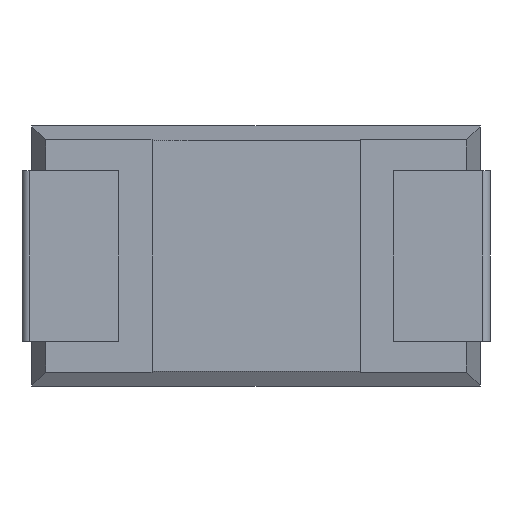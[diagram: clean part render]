
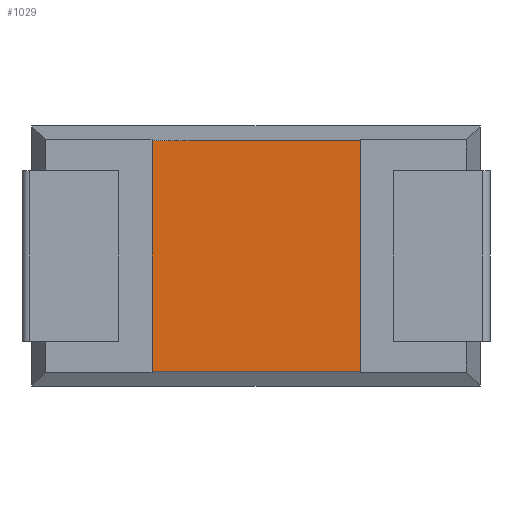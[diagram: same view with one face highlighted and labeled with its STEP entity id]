
A CAD part, front view. The second image highlights one B-rep face of the part: STEP entity #1029.
In plain terms, the highlighted planar face has unit normal (0, -1, 0).
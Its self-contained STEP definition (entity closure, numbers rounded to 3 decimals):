
#7 = ORIENTED_EDGE ( 'NONE', *, *, #731, .F. ) ;
#108 = CARTESIAN_POINT ( 'NONE',  ( 0., 0., 0. ) ) ;
#242 = VERTEX_POINT ( 'NONE', #1662 ) ;
#281 = AXIS2_PLACEMENT_3D ( 'NONE', #108, #405, #2358 ) ;
#405 = DIRECTION ( 'NONE',  ( 0., -1., 0. ) ) ;
#512 = CARTESIAN_POINT ( 'NONE',  ( 1.62, 0., -3.5 ) ) ;
#532 = CARTESIAN_POINT ( 'NONE',  ( 0., 0., -0.2 ) ) ;
#550 = LINE ( 'NONE', #512, #913 ) ;
#589 = VECTOR ( 'NONE', #1862, 1000. ) ;
#711 = EDGE_CURVE ( 'NONE', #2598, #3414, #1608, .T. ) ;
#731 = EDGE_CURVE ( 'NONE', #242, #2598, #550, .T. ) ;
#913 = VECTOR ( 'NONE', #1623, 1000. ) ;
#1029 = ADVANCED_FACE ( 'NONE', ( #3109 ), #1178, .T. ) ;
#1092 = VECTOR ( 'NONE', #1622, 1000. ) ;
#1178 = PLANE ( 'NONE',  #281 ) ;
#1199 = EDGE_CURVE ( 'NONE', #1842, #3414, #1663, .T. ) ;
#1425 = CARTESIAN_POINT ( 'NONE',  ( 4.42, 0., -0.2 ) ) ;
#1608 = LINE ( 'NONE', #532, #2117 ) ;
#1622 = DIRECTION ( 'NONE',  ( 0., 0., 1. ) ) ;
#1623 = DIRECTION ( 'NONE',  ( 0., 0., 1. ) ) ;
#1641 = CARTESIAN_POINT ( 'NONE',  ( 0., 0., -3.3 ) ) ;
#1662 = CARTESIAN_POINT ( 'NONE',  ( 1.62, 0., -3.3 ) ) ;
#1663 = LINE ( 'NONE', #2532, #1092 ) ;
#1668 = DIRECTION ( 'NONE',  ( 1., 0., 0. ) ) ;
#1842 = VERTEX_POINT ( 'NONE', #2325 ) ;
#1862 = DIRECTION ( 'NONE',  ( 1., 0., 0. ) ) ;
#2117 = VECTOR ( 'NONE', #1668, 1000. ) ;
#2214 = EDGE_CURVE ( 'NONE', #242, #1842, #3543, .T. ) ;
#2325 = CARTESIAN_POINT ( 'NONE',  ( 4.42, 0., -3.3 ) ) ;
#2358 = DIRECTION ( 'NONE',  ( 0., 0., -1. ) ) ;
#2489 = ORIENTED_EDGE ( 'NONE', *, *, #711, .F. ) ;
#2506 = CARTESIAN_POINT ( 'NONE',  ( 1.62, 0., -0.2 ) ) ;
#2512 = ORIENTED_EDGE ( 'NONE', *, *, #2214, .T. ) ;
#2532 = CARTESIAN_POINT ( 'NONE',  ( 4.42, 0., -3.5 ) ) ;
#2598 = VERTEX_POINT ( 'NONE', #2506 ) ;
#2876 = ORIENTED_EDGE ( 'NONE', *, *, #1199, .T. ) ;
#3109 = FACE_OUTER_BOUND ( 'NONE', #3416, .T. ) ;
#3414 = VERTEX_POINT ( 'NONE', #1425 ) ;
#3416 = EDGE_LOOP ( 'NONE', ( #2876, #2489, #7, #2512 ) ) ;
#3543 = LINE ( 'NONE', #1641, #589 ) ;
